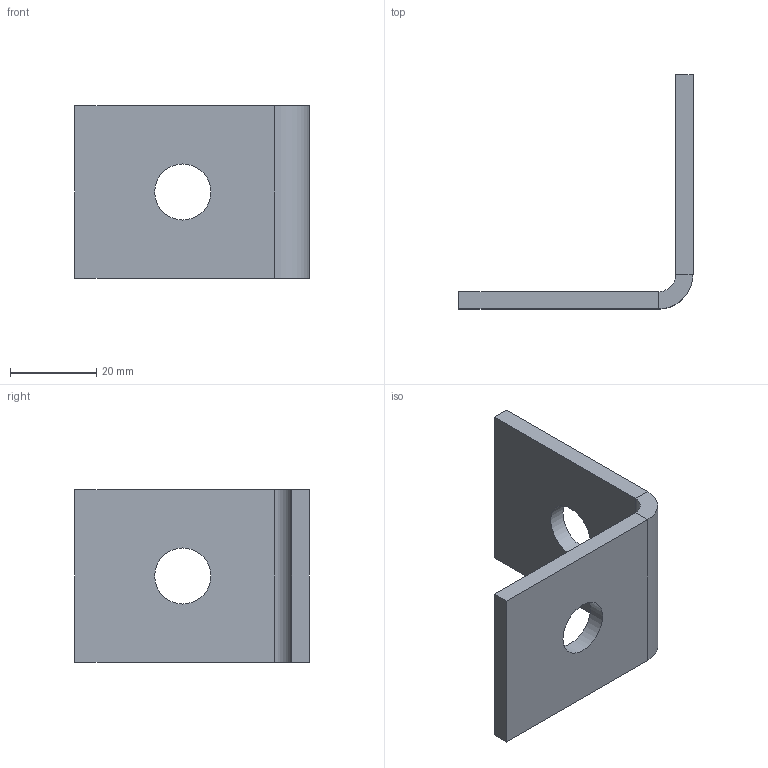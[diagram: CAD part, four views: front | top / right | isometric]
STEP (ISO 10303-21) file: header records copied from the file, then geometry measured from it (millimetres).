
FILE_DESCRIPTION (( 'STEP AP214' ), '1' );
FILE_NAME ('1124739.stp', '2024-05-02T14:40:45', ( '' ), ( '' ), 'SwSTEP 2.0', 'SolidWorks 2022', '' );
FILE_SCHEMA (( 'AUTOMOTIVE_DESIGN' ));
Length unit declared in the file: millimetre
Products named in the file (1): 1124739
Bounding box: 54.3 x 54.3 x 40 mm (x, y, z)
Volume: 15262.1 mm3; surface area: 9094 mm2
Topology: 1 solids, 1 shells, 16 faces, 34 edges, 20 vertices
Faces by surface type: plane 12, cylinder 4
Full cylindrical faces by diameter (mm): 13 x2
Entity records: 520 total; most frequent: DIRECTION 74, CARTESIAN_POINT 69, ORIENTED_EDGE 64, EDGE_CURVE 32, AXIS2_PLACEMENT_3D 25, VECTOR 24, LINE 24, EDGE_LOOP 22
